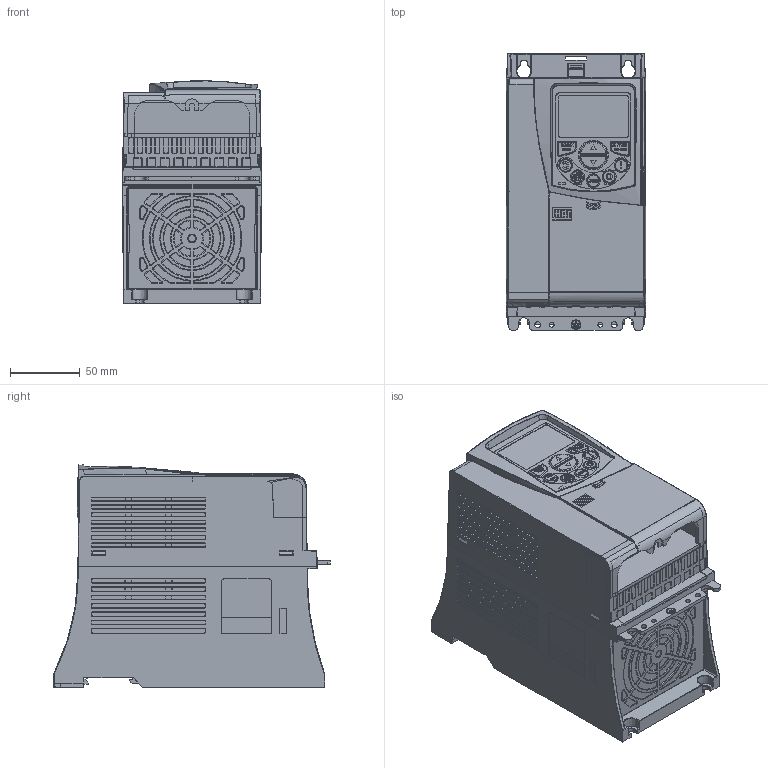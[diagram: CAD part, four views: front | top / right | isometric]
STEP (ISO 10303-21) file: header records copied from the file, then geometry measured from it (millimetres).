
FILE_DESCRIPTION (( 'STEP AP214' ), '1' );
FILE_NAME ('CFW50X_FRAME_B_NEMA1_PAR fStep r2b red1b ext3C b4D.STEP', '2021-04-19T15:40:36', ( '' ), ( '' ), 'SwSTEP 2.0', 'SolidWorks 2017', '' );
FILE_SCHEMA (( 'AUTOMOTIVE_DESIGN' ));
Length unit declared in the file: inch
Products named in the file (1): CFW50X_FRAME_B_NEMA1_PAR fStep r2b red1b ext3C b4D
Bounding box: 100.22 x 199.1 x 160.11 mm (x, y, z)
Volume: 2357209.4 mm3; surface area: 170805.4 mm2
Topology: 3 solids, 19 shells, 4016 faces, 10424 edges, 6585 vertices
Faces by surface type: plane 1691, bspline 1140, cylinder 835, cone 350
Entity records: 157359 total; most frequent: CARTESIAN_POINT 67093, ORIENTED_EDGE 20776, DIRECTION 15622, EDGE_CURVE 10388, VERTEX_POINT 6585, VECTOR 5366, LINE 5366, AXIS2_PLACEMENT_3D 5128
